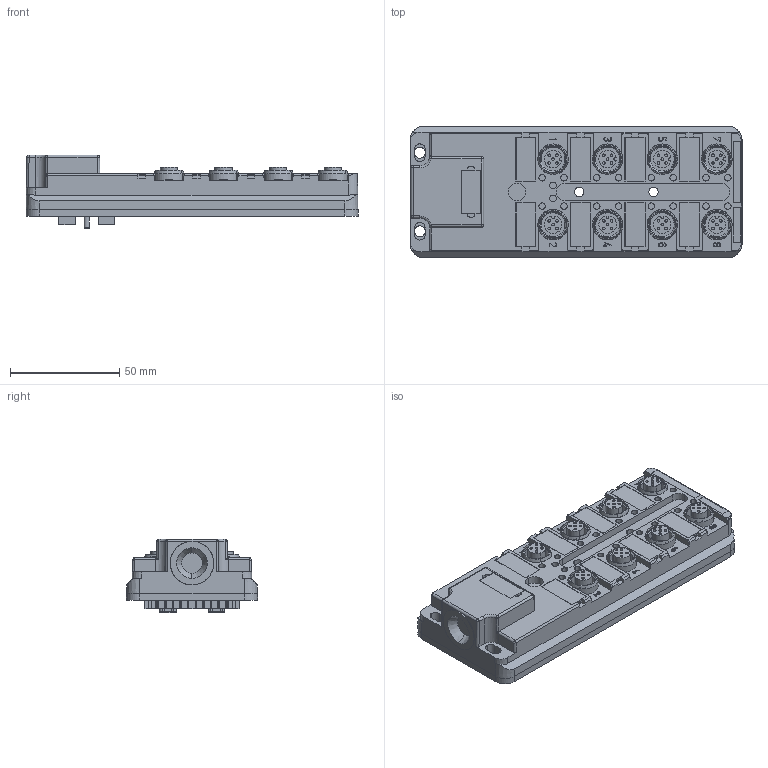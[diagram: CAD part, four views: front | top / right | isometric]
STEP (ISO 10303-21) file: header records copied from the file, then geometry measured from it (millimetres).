
FILE_DESCRIPTION(('CATIA V5 STEP Exchange','CAx-IF Rec.Pracs.--- Model Styling and Organization---1.5--- 2016-08-15','CAx-IF Rec.Pracs.---Supplemental Geometry---1.0---2011-11-01','CAx-IF Rec.Pracs.--- Composite Materials ---1.1---2010-07-15'),'2;1');
FILE_NAME ('023786-3_0', '2025-01-08T07:34:03+00:00', ('none'), ('Weidmueller'), 'CATIA Version 5-6 Release 2022 SP4 HF5', 'CATIA V5 STEP AP214 v3', 'none');
FILE_SCHEMA(('AUTOMOTIVE_DESIGN { 1 0 10303 214 1 1 1 1 }'));
Products named in the file (1): 1847560000
Bounding box: 152 x 60 x 33.8 mm (x, y, z)
Volume: 155284.5 mm3; surface area: 53017.7 mm2
Topology: 1 solids, 1 shells, 2253 faces, 5733 edges, 3686 vertices
Faces by surface type: plane 1370, cylinder 617, cone 218, torus 28, sphere 18, bspline 2
Entity records: 64846 total; most frequent: CARTESIAN_POINT 12746, ORIENTED_EDGE 11430, DIRECTION 8419, EDGE_CURVE 5715, VECTOR 3815, LINE 3815, VERTEX_POINT 3686, AXIS2_PLACEMENT_3D 3085
